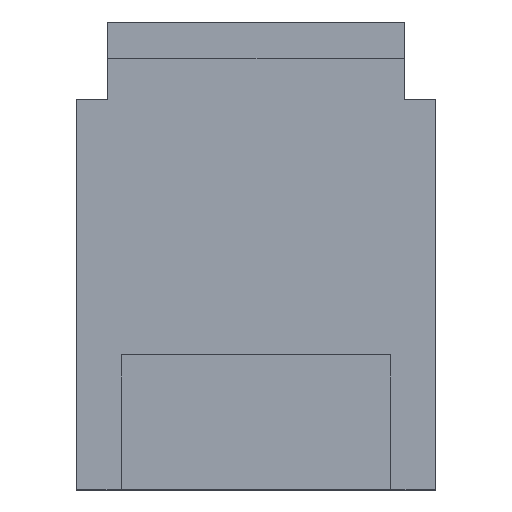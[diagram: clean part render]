
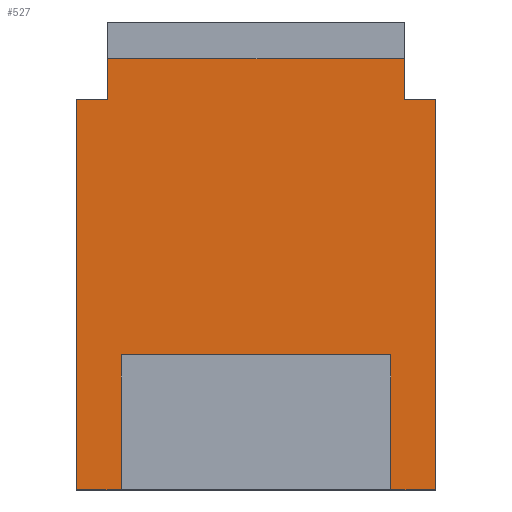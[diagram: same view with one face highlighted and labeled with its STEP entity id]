
A CAD part, top view. The second image highlights one B-rep face of the part: STEP entity #527.
In plain terms, the highlighted planar face has unit normal (0, 0, 1).
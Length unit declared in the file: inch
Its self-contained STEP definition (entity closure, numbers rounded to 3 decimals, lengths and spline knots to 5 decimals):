
#467=FACE_OUTER_BOUND('',#657,.T.);
#527=ADVANCED_FACE('',(#467),#587,.F.);
#587=PLANE('',#1636);
#657=EDGE_LOOP('',(#812,#813,#814,#815,#816,#817,#818,#819,#820,#821,#822,
#823));
#812=ORIENTED_EDGE('',*,*,#1225,.F.);
#813=ORIENTED_EDGE('',*,*,#1196,.T.);
#814=ORIENTED_EDGE('',*,*,#1154,.F.);
#815=ORIENTED_EDGE('',*,*,#1202,.F.);
#816=ORIENTED_EDGE('',*,*,#1226,.F.);
#817=ORIENTED_EDGE('',*,*,#1227,.F.);
#818=ORIENTED_EDGE('',*,*,#1158,.F.);
#819=ORIENTED_EDGE('',*,*,#1199,.F.);
#820=ORIENTED_EDGE('',*,*,#1228,.F.);
#821=ORIENTED_EDGE('',*,*,#1229,.F.);
#822=ORIENTED_EDGE('',*,*,#1223,.T.);
#823=ORIENTED_EDGE('',*,*,#1230,.F.);
#1046=VERTEX_POINT('',#2005);
#1047=VERTEX_POINT('',#2007);
#1050=VERTEX_POINT('',#2013);
#1051=VERTEX_POINT('',#2015);
#1084=VERTEX_POINT('',#2090);
#1085=VERTEX_POINT('',#2094);
#1087=VERTEX_POINT('',#2100);
#1099=VERTEX_POINT('',#2138);
#1100=VERTEX_POINT('',#2140);
#1101=VERTEX_POINT('',#2144);
#1102=VERTEX_POINT('',#2146);
#1103=VERTEX_POINT('',#2149);
#1154=EDGE_CURVE('',#1046,#1047,#1316,.T.);
#1158=EDGE_CURVE('',#1050,#1051,#1320,.T.);
#1196=EDGE_CURVE('',#1084,#1047,#1358,.T.);
#1199=EDGE_CURVE('',#1085,#1050,#1361,.T.);
#1202=EDGE_CURVE('',#1087,#1046,#1364,.T.);
#1223=EDGE_CURVE('',#1100,#1099,#1385,.T.);
#1225=EDGE_CURVE('',#1084,#1101,#1387,.T.);
#1226=EDGE_CURVE('',#1102,#1087,#1388,.T.);
#1227=EDGE_CURVE('',#1051,#1102,#1389,.T.);
#1228=EDGE_CURVE('',#1103,#1085,#1390,.T.);
#1229=EDGE_CURVE('',#1100,#1103,#1391,.T.);
#1230=EDGE_CURVE('',#1101,#1099,#1392,.T.);
#1316=LINE('',#2006,#1478);
#1320=LINE('',#2014,#1482);
#1358=LINE('',#2089,#1520);
#1361=LINE('',#2095,#1523);
#1364=LINE('',#2101,#1526);
#1385=LINE('',#2139,#1547);
#1387=LINE('',#2143,#1549);
#1388=LINE('',#2145,#1550);
#1389=LINE('',#2147,#1551);
#1390=LINE('',#2148,#1552);
#1391=LINE('',#2150,#1553);
#1392=LINE('',#2151,#1554);
#1478=VECTOR('',#1705,1.);
#1482=VECTOR('',#1709,1.);
#1520=VECTOR('',#1755,1.);
#1523=VECTOR('',#1760,1.);
#1526=VECTOR('',#1765,1.);
#1547=VECTOR('',#1796,1.);
#1549=VECTOR('',#1800,1.);
#1550=VECTOR('',#1801,1.);
#1551=VECTOR('',#1802,1.);
#1552=VECTOR('',#1803,1.);
#1553=VECTOR('',#1804,1.);
#1554=VECTOR('',#1805,1.);
#1636=AXIS2_PLACEMENT_3D('',#2152,#1806,#1807);
#1705=DIRECTION('',(-1.,0.,0.));
#1709=DIRECTION('',(-1.,0.,0.));
#1755=DIRECTION('',(0.,-1.,0.));
#1760=DIRECTION('',(0.,-1.,0.));
#1765=DIRECTION('',(0.,-1.,0.));
#1796=DIRECTION('',(-1.,0.,0.));
#1800=DIRECTION('',(1.,0.,0.));
#1801=DIRECTION('',(-1.,0.,0.));
#1802=DIRECTION('',(0.,1.,0.));
#1803=DIRECTION('',(1.,0.,0.));
#1804=DIRECTION('',(0.,-1.,0.));
#1805=DIRECTION('',(0.,1.,0.));
#1806=DIRECTION('',(0.,0.,-1.));
#1807=DIRECTION('',(0.,1.,0.));
#2005=CARTESIAN_POINT('',(0.05,0.,0.2));
#2006=CARTESIAN_POINT('',(0.05,0.,0.2));
#2007=CARTESIAN_POINT('',(0.,0.,0.2));
#2013=CARTESIAN_POINT('',(0.4,0.,0.2));
#2014=CARTESIAN_POINT('',(0.4,0.,0.2));
#2015=CARTESIAN_POINT('',(0.35,0.,0.2));
#2089=CARTESIAN_POINT('',(0.,0.48,0.2));
#2090=CARTESIAN_POINT('',(0.,0.435,0.2));
#2094=CARTESIAN_POINT('',(0.4,0.435,0.2));
#2095=CARTESIAN_POINT('',(0.4,5.,0.2));
#2100=CARTESIAN_POINT('',(0.05,0.15,0.2));
#2101=CARTESIAN_POINT('',(0.05,5.,0.2));
#2138=CARTESIAN_POINT('',(0.035,0.48,0.2));
#2139=CARTESIAN_POINT('',(10.,0.48,0.2));
#2140=CARTESIAN_POINT('',(0.365,0.48,0.2));
#2143=CARTESIAN_POINT('',(10.,0.435,0.2));
#2144=CARTESIAN_POINT('',(0.035,0.435,0.2));
#2145=CARTESIAN_POINT('',(10.,0.15,0.2));
#2146=CARTESIAN_POINT('',(0.35,0.15,0.2));
#2147=CARTESIAN_POINT('',(0.35,5.,0.2));
#2148=CARTESIAN_POINT('',(10.,0.435,0.2));
#2149=CARTESIAN_POINT('',(0.365,0.435,0.2));
#2150=CARTESIAN_POINT('',(0.365,0.48,0.2));
#2151=CARTESIAN_POINT('',(0.035,0.48,0.2));
#2152=CARTESIAN_POINT('',(10.,0.48,0.2));
